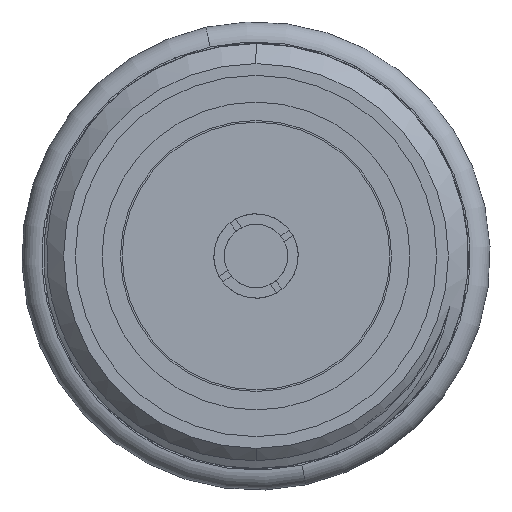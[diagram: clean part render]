
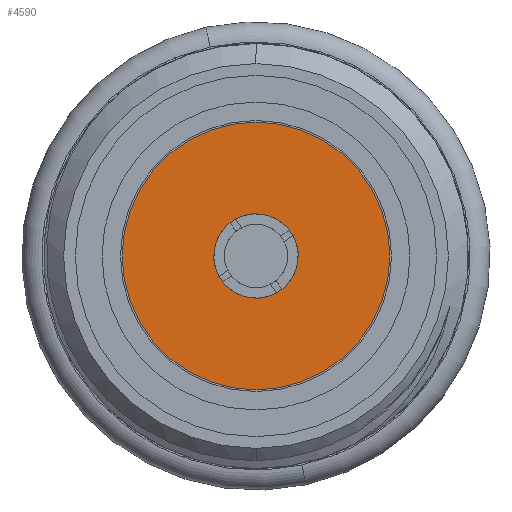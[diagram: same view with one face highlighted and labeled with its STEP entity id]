
A CAD part, front view. The second image highlights one B-rep face of the part: STEP entity #4590.
In plain terms, the highlighted planar face has unit normal (0, -1, 0).
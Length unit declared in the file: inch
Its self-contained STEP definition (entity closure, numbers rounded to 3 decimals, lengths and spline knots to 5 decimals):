
#69 = CARTESIAN_POINT ( 'NONE',  ( 0., 0.07874, 0. ) ) ;
#406 = DIRECTION ( 'NONE',  ( 0.698, 0., -0.716 ) ) ;
#538 = AXIS2_PLACEMENT_3D ( 'NONE', #1144, #3939, #406 ) ;
#592 = CARTESIAN_POINT ( 'NONE',  ( -0.01777, 0.07874, -0.01731 ) ) ;
#755 = ORIENTED_EDGE ( 'NONE', *, *, #1455, .T. ) ;
#814 = DIRECTION ( 'NONE',  ( 0.716, 0., 0.698 ) ) ;
#920 = DIRECTION ( 'NONE',  ( 0., 1., 0. ) ) ;
#1003 = CIRCLE ( 'NONE', #3885, 0.0248 ) ;
#1103 = EDGE_LOOP ( 'NONE', ( #2260, #1665 ) ) ;
#1144 = CARTESIAN_POINT ( 'NONE',  ( 0., 0.07874, 0. ) ) ;
#1455 = EDGE_CURVE ( 'NONE', #1851, #4585, #1003, .T. ) ;
#1584 = AXIS2_PLACEMENT_3D ( 'NONE', #2362, #4009, #3195 ) ;
#1665 = ORIENTED_EDGE ( 'NONE', *, *, #2615, .F. ) ;
#1666 = DIRECTION ( 'NONE',  ( 0.716, 0., 0.698 ) ) ;
#1733 = EDGE_CURVE ( 'NONE', #4680, #3845, #2666, .T. ) ;
#1851 = VERTEX_POINT ( 'NONE', #592 ) ;
#1889 = FACE_BOUND ( 'NONE', #2503, .T. ) ;
#1934 = CARTESIAN_POINT ( 'NONE',  ( 0., 0.07874, 0. ) ) ;
#2072 = ORIENTED_EDGE ( 'NONE', *, *, #2390, .T. ) ;
#2203 = DIRECTION ( 'NONE',  ( 0., 1., 0. ) ) ;
#2260 = ORIENTED_EDGE ( 'NONE', *, *, #1733, .F. ) ;
#2362 = CARTESIAN_POINT ( 'NONE',  ( 0., 0.07874, 0. ) ) ;
#2390 = EDGE_CURVE ( 'NONE', #4585, #1851, #4101, .T. ) ;
#2503 = EDGE_LOOP ( 'NONE', ( #2072, #755 ) ) ;
#2566 = CARTESIAN_POINT ( 'NONE',  ( 0., 0.07874, 0. ) ) ;
#2615 = EDGE_CURVE ( 'NONE', #3845, #4680, #3524, .T. ) ;
#2666 = CIRCLE ( 'NONE', #1584, 0.07874 ) ;
#3146 = CARTESIAN_POINT ( 'NONE',  ( 0.01777, 0.07874, 0.01731 ) ) ;
#3195 = DIRECTION ( 'NONE',  ( 0.716, 0., 0.698 ) ) ;
#3285 = AXIS2_PLACEMENT_3D ( 'NONE', #2566, #2203, #3324 ) ;
#3324 = DIRECTION ( 'NONE',  ( 0.716, 0., 0.698 ) ) ;
#3524 = CIRCLE ( 'NONE', #4189, 0.07874 ) ;
#3613 = CARTESIAN_POINT ( 'NONE',  ( 0., 0.07874, -0.07874 ) ) ;
#3845 = VERTEX_POINT ( 'NONE', #4598 ) ;
#3878 = DIRECTION ( 'NONE',  ( 0., 1., 0. ) ) ;
#3885 = AXIS2_PLACEMENT_3D ( 'NONE', #69, #920, #1666 ) ;
#3939 = DIRECTION ( 'NONE',  ( 0., 1., 0. ) ) ;
#4009 = DIRECTION ( 'NONE',  ( 0., 1., 0. ) ) ;
#4101 = CIRCLE ( 'NONE', #3285, 0.0248 ) ;
#4189 = AXIS2_PLACEMENT_3D ( 'NONE', #1934, #3878, #814 ) ;
#4585 = VERTEX_POINT ( 'NONE', #3146 ) ;
#4590 = ADVANCED_FACE ( 'NONE', ( #1889, #5041 ), #4678, .F. ) ;
#4598 = CARTESIAN_POINT ( 'NONE',  ( 0., 0.07874, 0.07874 ) ) ;
#4678 = PLANE ( 'NONE',  #538 ) ;
#4680 = VERTEX_POINT ( 'NONE', #3613 ) ;
#5041 = FACE_OUTER_BOUND ( 'NONE', #1103, .T. ) ;
